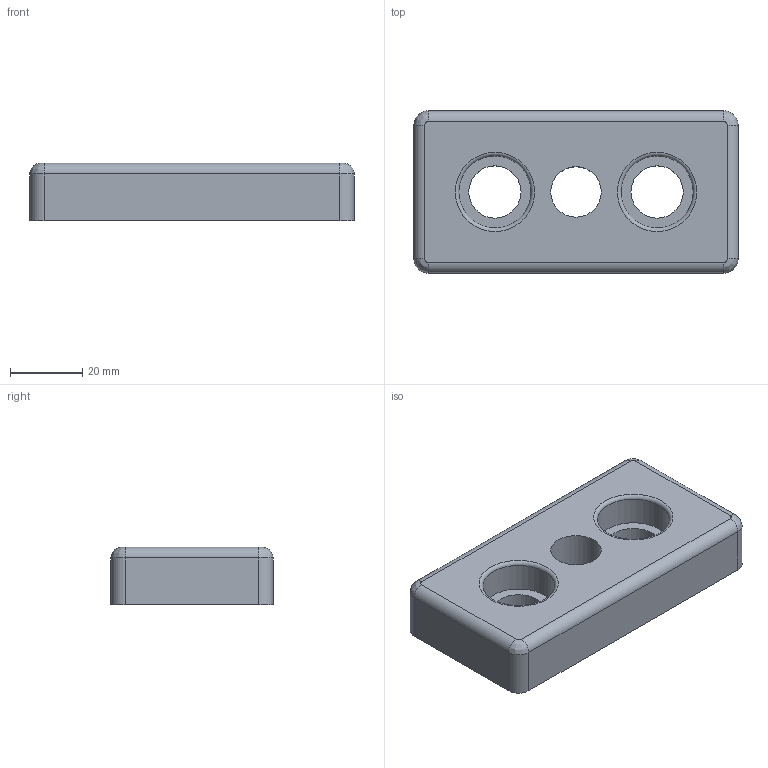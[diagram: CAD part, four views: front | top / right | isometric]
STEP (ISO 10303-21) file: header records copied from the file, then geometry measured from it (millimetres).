
FILE_DESCRIPTION(('STEP AP203'),'1');
FILE_NAME('BASE10B1335.stp','2023-10-16T06:43:12',(' '),(' '),'Spatial InterOp 3D',' ',' ');
FILE_SCHEMA(('CONFIG_CONTROL_DESIGN'));
Length unit declared in the file: millimetre
Products named in the file (1): Plaque de base 90x45 M16, ep 16mm, noire
Bounding box: 90 x 45 x 16 mm (x, y, z)
Volume: 53622.9 mm3; surface area: 13390.8 mm2
Topology: 1 solids, 1 shells, 27 faces, 63 edges, 40 vertices
Faces by surface type: cylinder 13, plane 8, bspline 4, torus 2
Full cylindrical faces by diameter (mm): 14 x1, 14.5 x2, 20 x2
Entity records: 930 total; most frequent: CARTESIAN_POINT 176, DIRECTION 132, ORIENTED_EDGE 104, AXIS2_PLACEMENT_3D 56, EDGE_CURVE 52, EDGE_LOOP 42, VERTEX_POINT 36, FACE_OUTER_BOUND 34
